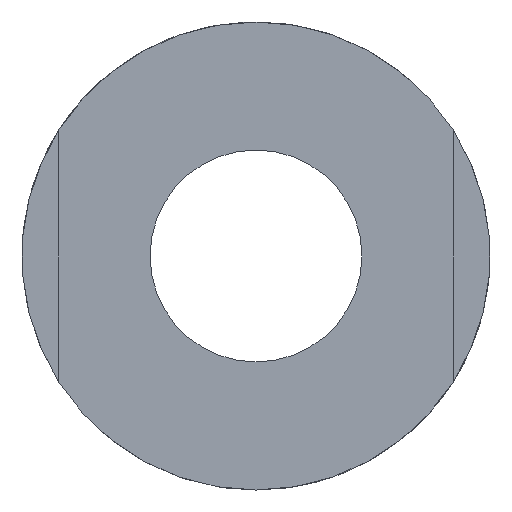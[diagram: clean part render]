
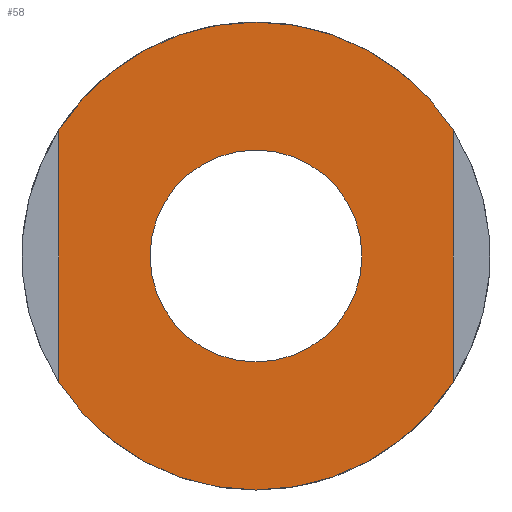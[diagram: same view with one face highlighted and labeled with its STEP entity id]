
A CAD part, front view. The second image highlights one B-rep face of the part: STEP entity #58.
In plain terms, the highlighted planar face has unit normal (0, -1, 0).
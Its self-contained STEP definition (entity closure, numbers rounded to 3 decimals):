
#58 = ADVANCED_FACE( '', ( #118, #119 ), #120, .F. );
#118 = FACE_BOUND( '', #185, .T. );
#119 = FACE_OUTER_BOUND( '', #186, .T. );
#120 = PLANE( '', #187 );
#185 = EDGE_LOOP( '', ( #305 ) );
#186 = EDGE_LOOP( '', ( #306, #307, #308, #309 ) );
#187 = AXIS2_PLACEMENT_3D( '', #310, #311, #312 );
#305 = ORIENTED_EDGE( '', *, *, #393, .T. );
#306 = ORIENTED_EDGE( '', *, *, #371, .F. );
#307 = ORIENTED_EDGE( '', *, *, #378, .F. );
#308 = ORIENTED_EDGE( '', *, *, #374, .F. );
#309 = ORIENTED_EDGE( '', *, *, #394, .F. );
#310 = CARTESIAN_POINT( '', ( 0., -1.5, 0. ) );
#311 = DIRECTION( '', ( 0., 1., 0. ) );
#312 = DIRECTION( '', ( 0., 0., 1. ) );
#371 = EDGE_CURVE( '', #435, #437, #438, .T. );
#374 = EDGE_CURVE( '', #440, #442, #443, .T. );
#378 = EDGE_CURVE( '', #442, #435, #447, .T. );
#393 = EDGE_CURVE( '', #467, #467, #468, .T. );
#394 = EDGE_CURVE( '', #437, #440, #469, .T. );
#435 = VERTEX_POINT( '', #529 );
#437 = VERTEX_POINT( '', #532 );
#438 = CIRCLE( '', #533, 4.75 );
#440 = VERTEX_POINT( '', #536 );
#442 = VERTEX_POINT( '', #539 );
#443 = CIRCLE( '', #540, 4.75 );
#447 = LINE( '', #546, #547 );
#467 = VERTEX_POINT( '', #581 );
#468 = CIRCLE( '', #582, 2.15 );
#469 = LINE( '', #583, #584 );
#529 = CARTESIAN_POINT( '', ( 4., -1.5, -2.562 ) );
#532 = CARTESIAN_POINT( '', ( -4., -1.5, -2.562 ) );
#533 = AXIS2_PLACEMENT_3D( '', #645, #646, #647 );
#536 = CARTESIAN_POINT( '', ( -4., -1.5, 2.562 ) );
#539 = CARTESIAN_POINT( '', ( 4., -1.5, 2.562 ) );
#540 = AXIS2_PLACEMENT_3D( '', #650, #651, #652 );
#546 = CARTESIAN_POINT( '', ( 4., -1.5, 2.562 ) );
#547 = VECTOR( '', #655, 1000. );
#581 = CARTESIAN_POINT( '', ( 2.15, -1.5, 0. ) );
#582 = AXIS2_PLACEMENT_3D( '', #664, #665, #666 );
#583 = CARTESIAN_POINT( '', ( -4., -1.5, -2.562 ) );
#584 = VECTOR( '', #667, 1000. );
#645 = CARTESIAN_POINT( '', ( 0., -1.5, 0. ) );
#646 = DIRECTION( '', ( 0., 1., 0. ) );
#647 = DIRECTION( '', ( 1., 0., 0. ) );
#650 = CARTESIAN_POINT( '', ( 0., -1.5, 0. ) );
#651 = DIRECTION( '', ( 0., 1., 0. ) );
#652 = DIRECTION( '', ( 1., 0., 0. ) );
#655 = DIRECTION( '', ( 0., 0., -1. ) );
#664 = CARTESIAN_POINT( '', ( 0., -1.5, 0. ) );
#665 = DIRECTION( '', ( 0., 1., 0. ) );
#666 = DIRECTION( '', ( 1., 0., 0. ) );
#667 = DIRECTION( '', ( 0., 0., 1. ) );
